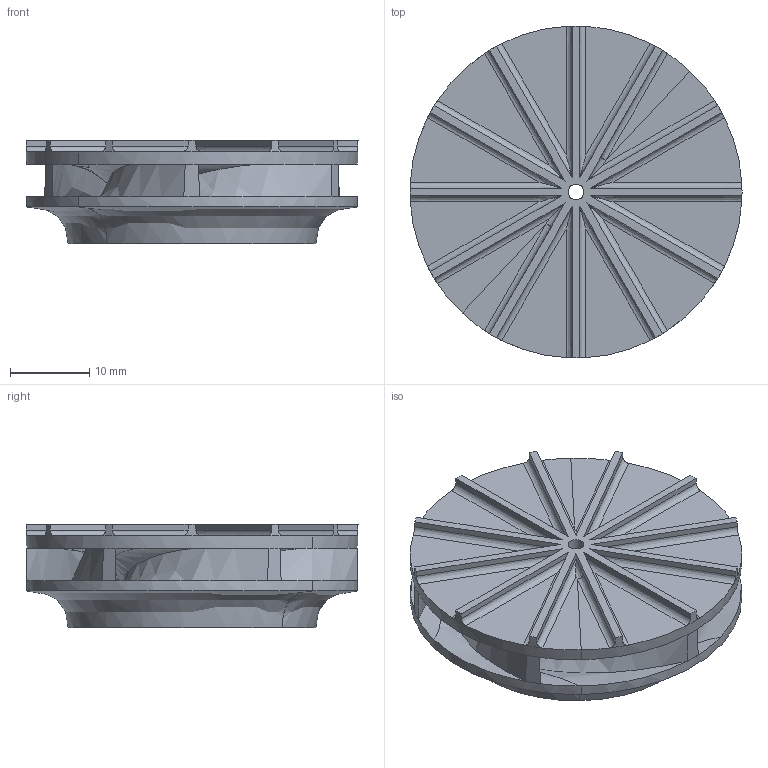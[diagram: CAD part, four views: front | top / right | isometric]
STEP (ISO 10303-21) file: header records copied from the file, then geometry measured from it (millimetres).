
FILE_DESCRIPTION (( 'STEP AP203' ), '1' );
FILE_NAME ('LOX_PDR_impeller_unintegrated_print.STEP', '2024-11-03T21:10:21', ( '' ), ( '' ), 'SwSTEP 2.0', 'SolidWorks 2024', '' );
FILE_SCHEMA (( 'CONFIG_CONTROL_DESIGN' ));
Length unit declared in the file: millimetre
Products named in the file (1): LOX_PDR_impeller_unintegrated_print
Bounding box: 41.8 x 41.8 x 13.07 mm (x, y, z)
Volume: 7572.5 mm3; surface area: 7575.7 mm2
Topology: 1 solids, 1 shells, 129 faces, 348 edges, 208 vertices
Faces by surface type: bspline 80, plane 25, cylinder 20, cone 4
Entity records: 24929 total; most frequent: CARTESIAN_POINT 22202, ORIENTED_EDGE 696, DIRECTION 372, EDGE_CURVE 348, VERTEX_POINT 208, B_SPLINE_CURVE_WITH_KNOTS 180, AXIS2_PLACEMENT_3D 154, EDGE_LOOP 130
